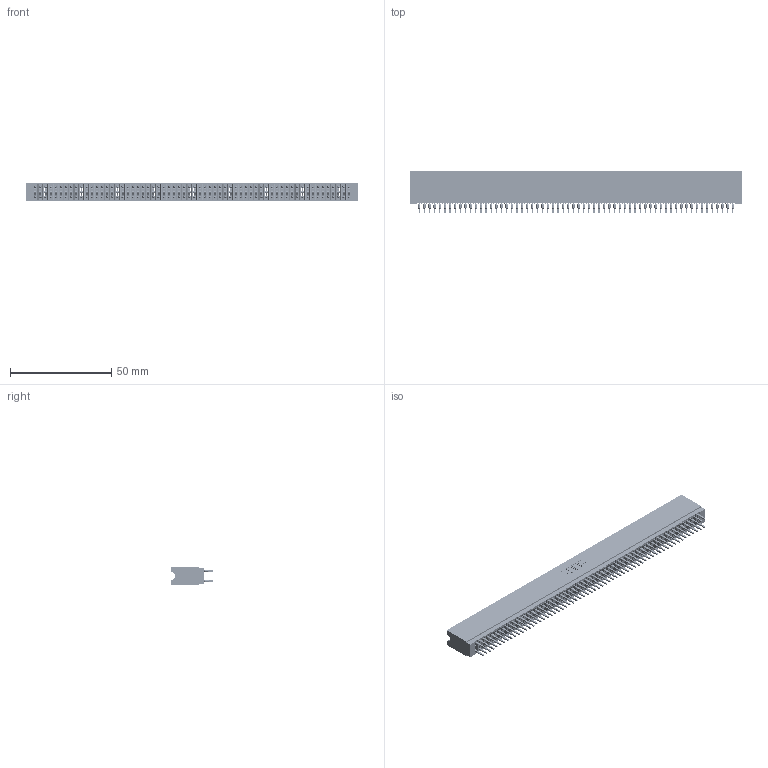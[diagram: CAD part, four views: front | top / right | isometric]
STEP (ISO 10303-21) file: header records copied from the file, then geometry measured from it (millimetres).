
FILE_DESCRIPTION (( 'STEP AP203' ), '1' );
FILE_NAME ('745-124-560-206.STEP', '2026-02-27T01:56:55', ( '' ), ( '' ), 'SwSTEP 2.0', 'SolidWorks 2023', '' );
FILE_SCHEMA (( 'CONFIG_CONTROL_DESIGN' ));
Length unit declared in the file: millimetre
Products named in the file (3): 745-124-560-206; 745-292-001_560; 745 Part_Insulator Option - 06
Assembly tree (125 placements, depth 2):
  745-124-560-206
    745 Part_Insulator Option - 06
    745-292-001_560  x124
Bounding box: 164.08 x 21.22 x 8.89 mm (x, y, z)
Volume: 15092.2 mm3; surface area: 33127.6 mm2
Topology: 125 solids, 125 shells, 12310 faces, 33678 edges, 21376 vertices
Faces by surface type: plane 6380, cylinder 2706, bspline 2480, torus 744
Entity records: 101991 total; most frequent: CARTESIAN_POINT 18188, ORIENTED_EDGE 17664, DIRECTION 15418, EDGE_CURVE 8832, VECTOR 8270, LINE 8270, VERTEX_POINT 5632, AXIS2_PLACEMENT_3D 3574
